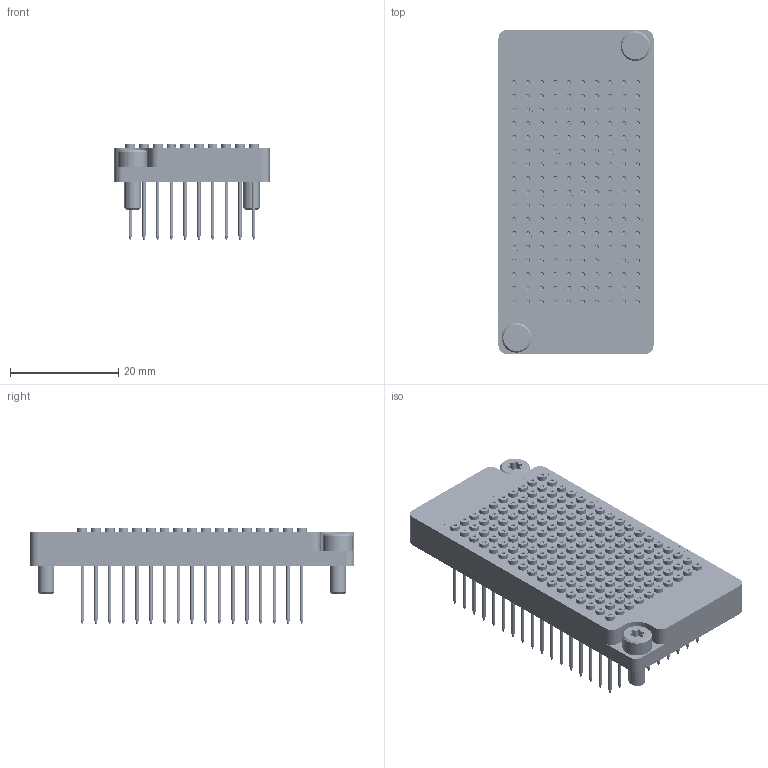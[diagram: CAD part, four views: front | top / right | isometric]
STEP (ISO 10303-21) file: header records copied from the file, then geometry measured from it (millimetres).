
FILE_DESCRIPTION (( 'STEP AP214' ), '1' );
FILE_NAME ('INGUN_52313.STEP', '2023-01-13T08:26:38', ( '' ), ( '' ), 'SwSTEP 2.0', 'SolidWorks 2021', '' );
FILE_SCHEMA (( 'AUTOMOTIVE_DESIGN' ));
Length unit declared in the file: millimetre
Products named in the file (6): INFO_4615~0_S; KT-Master__ADA~kt_KT-158 06 44; 22672~5_S; INGUN_52313; 22672~5; DIN912~n_M03,0x008
Assembly tree (175 placements, depth 3):
  INGUN_52313
    22672~5_S
      22672~5
      INFO_4615~0_S
    DIN912~n_M03,0x008  x2
    KT-Master__ADA~kt_KT-158 06 44  x170
Bounding box: 28.7 x 60 x 17.8 mm (x, y, z)
Volume: 10933 mm3; surface area: 19612.3 mm2
Topology: 378 solids, 378 shells, 18195 faces, 45837 edges, 29592 vertices
Faces by surface type: plane 8128, bspline 4223, cylinder 3796, cone 2048
Entity records: 45502 total; most frequent: CARTESIAN_POINT 15253, ORIENTED_EDGE 5000, DIRECTION 4884, EDGE_CURVE 2500, AXIS2_PLACEMENT_3D 1776, VERTEX_POINT 1661, VECTOR 1332, LINE 1332
